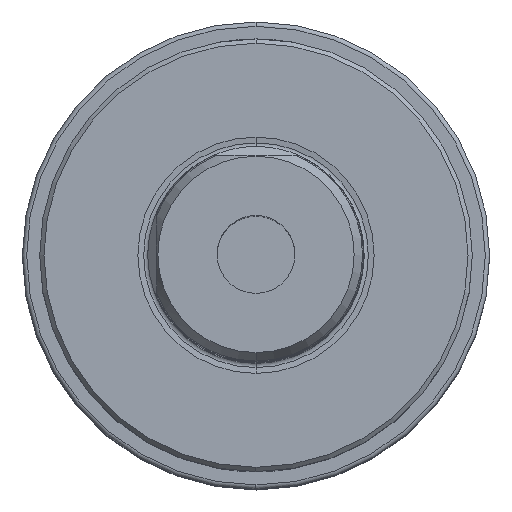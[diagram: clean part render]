
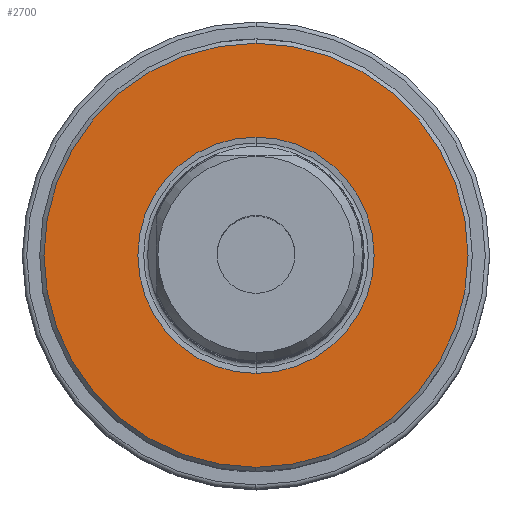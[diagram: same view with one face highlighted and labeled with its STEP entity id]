
A CAD part, top view. The second image highlights one B-rep face of the part: STEP entity #2700.
In plain terms, the highlighted planar face has unit normal (0, 0, 1).
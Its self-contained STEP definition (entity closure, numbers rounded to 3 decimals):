
#477=CARTESIAN_POINT('',(0,0,-57));
#478=DIRECTION('',(0,0,-1));
#479=DIRECTION('',(0,1,0));
#480=AXIS2_PLACEMENT_3D('',#477,#478,#479);
#490=CARTESIAN_POINT('',(0,0,-57));
#491=DIRECTION('',(0,0,1));
#492=DIRECTION('',(0,1,0));
#493=AXIS2_PLACEMENT_3D('',#490,#491,#492);
#495=CARTESIAN_POINT('',(0,0,-57));
#496=DIRECTION('',(0,0,1));
#497=DIRECTION('',(0,1,0));
#498=AXIS2_PLACEMENT_3D('',#495,#496,#497);
#500=CARTESIAN_POINT('',(0,0,-57));
#501=DIRECTION('',(0,0,1));
#502=DIRECTION('',(0,-1,0));
#503=AXIS2_PLACEMENT_3D('',#500,#501,#502);
#1847=CARTESIAN_POINT('',(0,13.653,-57));
#1849=VERTEX_POINT('',#1847);
#1859=CARTESIAN_POINT('',(0,-13.653,-57));
#1861=VERTEX_POINT('',#1859);
#1877=CARTESIAN_POINT('',(0.,24.5,-57));
#1878=CARTESIAN_POINT('',(0.,-24.5,-57));
#1879=VERTEX_POINT('',#1877);
#1880=VERTEX_POINT('',#1878);
#2685=CARTESIAN_POINT('',(0,0,-57));
#2686=DIRECTION('',(0,0,-1));
#2687=DIRECTION('',(0,-1,0));
#2688=AXIS2_PLACEMENT_3D('',#2685,#2686,#2687);
#2689=PLANE('',#2688);
#2691=ORIENTED_EDGE('',*,*,#2690,.F.);
#2693=ORIENTED_EDGE('',*,*,#2692,.F.);
#2694=EDGE_LOOP('',(#2691,#2693));
#2695=FACE_OUTER_BOUND('',#2694,.F.);
#2696=ORIENTED_EDGE('',*,*,#2680,.T.);
#2697=ORIENTED_EDGE('',*,*,#2664,.F.);
#2698=EDGE_LOOP('',(#2696,#2697));
#2699=FACE_BOUND('',#2698,.F.);
#2700=ADVANCED_FACE('',(#2695,#2699),#2689,.F.);
#481=CIRCLE('',#480,13.653);
#494=CIRCLE('',#493,13.653);
#499=CIRCLE('',#498,24.5);
#504=CIRCLE('',#503,24.5);
#2664=EDGE_CURVE('',#1849,#1861,#481,.T.);
#2680=EDGE_CURVE('',#1849,#1861,#494,.T.);
#2690=EDGE_CURVE('',#1879,#1880,#499,.T.);
#2692=EDGE_CURVE('',#1880,#1879,#504,.T.);
